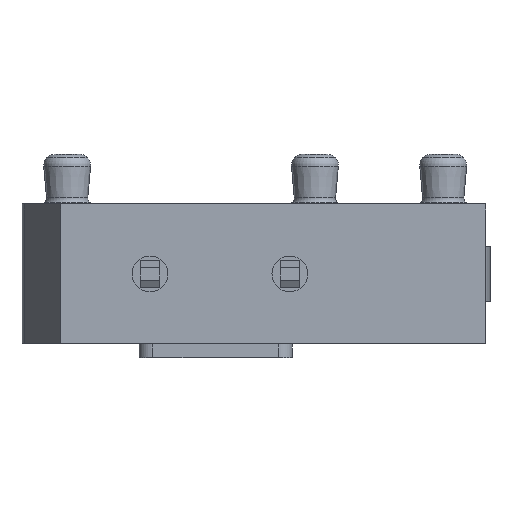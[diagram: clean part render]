
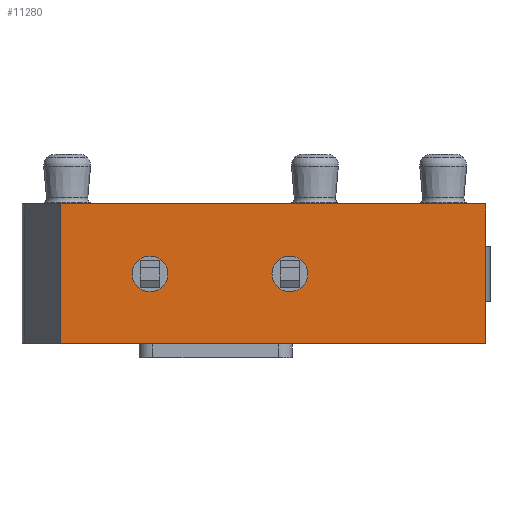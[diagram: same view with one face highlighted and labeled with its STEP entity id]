
A CAD part, front view. The second image highlights one B-rep face of the part: STEP entity #11280.
In plain terms, the highlighted planar face has unit normal (0, -1, 0).
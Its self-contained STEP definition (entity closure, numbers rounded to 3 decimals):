
#7220=CARTESIAN_POINT('',(89.667,-11.845
   ,0.));
#7230=DIRECTION('',(0.,0.,
   1.));
#7240=VECTOR('',#7230,1.);
#7250=LINE('',#7220,#7240);
#7260=CARTESIAN_POINT('',(89.667,-11.845
   ,-2.54));
#7270=VERTEX_POINT('',#7260);
#7280=CARTESIAN_POINT('',(89.667,-11.845
   ,2.54));
#7290=VERTEX_POINT('',#7280);
#7300=EDGE_CURVE('',#7270,#7290,#7250,.T.);
#9630=CARTESIAN_POINT('',(74.217,-11.845
   ,-2.54));
#9640=VERTEX_POINT('',#9630);
#9790=CARTESIAN_POINT('',(74.217,-11.845
   ,2.54));
#9800=VERTEX_POINT('',#9790);
#9830=CARTESIAN_POINT('',(74.217,-11.845
   ,0.));
#9840=DIRECTION('',(0.,0.,
   1.));
#9850=VECTOR('',#9840,1.);
#9860=LINE('',#9830,#9850);
#9870=EDGE_CURVE('',#9640,#9800,#9860,.T.);
#10770=CARTESIAN_POINT('',(75.817,
   -11.845,0.));
#10780=DIRECTION('',(0.,-1.,
   0.));
#10790=DIRECTION('',(-1.,0.,
   0.));
#10800=AXIS2_PLACEMENT_3D('',#10770,#10780,#10790);
#10810=PLANE('',#10800);
#10820=CARTESIAN_POINT('',(89.667,
   -11.845,-2.54));
#10830=DIRECTION('',(-1.,0.,
   0.));
#10840=VECTOR('',#10830,1.);
#10850=LINE('',#10820,#10840);
#10860=EDGE_CURVE('',#7270,#9640,#10850,.T.);
#10870=ORIENTED_EDGE('',*,*,#10860,.F.);
#10880=ORIENTED_EDGE('',*,*,#9870,.F.);
#10890=CARTESIAN_POINT('',(89.667,
   -11.845,2.54));
#10900=DIRECTION('',(-1.,0.,
   0.));
#10910=VECTOR('',#10900,1.);
#10920=LINE('',#10890,#10910);
#10930=EDGE_CURVE('',#7290,#9800,#10920,.T.);
#10940=ORIENTED_EDGE('',*,*,#10930,.T.);
#10950=ORIENTED_EDGE('',*,*,#7300,.T.);
#10960=EDGE_LOOP('',(#10950,#10940,#10880,#10870));
#10970=FACE_OUTER_BOUND('',#10960,.T.);
#10980=CARTESIAN_POINT('',(77.467,
   -11.845,0.));
#10990=DIRECTION('',(0.,-1.,
   0.));
#11000=DIRECTION('',(1.,0.,
   0.));
#11010=AXIS2_PLACEMENT_3D('',#10980,#10990,#11000);
#11020=CIRCLE('',#11010,0.65);
#11030=CARTESIAN_POINT('',(78.117,
   -11.845,0.));
#11040=VERTEX_POINT('',#11030);
#11050=CARTESIAN_POINT('',(76.817,
   -11.845,0.));
#11060=VERTEX_POINT('',#11050);
#11070=EDGE_CURVE('',#11040,#11060,#11020,.T.);
#11080=ORIENTED_EDGE('',*,*,#11070,.F.);
#11090=EDGE_CURVE('',#11060,#11040,#11020,.T.);
#11100=ORIENTED_EDGE('',*,*,#11090,.F.);
#11110=EDGE_LOOP('',(#11100,#11080));
#11120=FACE_BOUND('',#11110,.T.);
#11130=CARTESIAN_POINT('',(82.547,
   -11.845,0.));
#11140=DIRECTION('',(0.,-1.,
   0.));
#11150=DIRECTION('',(1.,0.,
   0.));
#11160=AXIS2_PLACEMENT_3D('',#11130,#11140,#11150);
#11170=CIRCLE('',#11160,0.65);
#11180=CARTESIAN_POINT('',(83.197,
   -11.845,0.));
#11190=VERTEX_POINT('',#11180);
#11200=CARTESIAN_POINT('',(81.897,
   -11.845,0.));
#11210=VERTEX_POINT('',#11200);
#11220=EDGE_CURVE('',#11190,#11210,#11170,.T.);
#11230=ORIENTED_EDGE('',*,*,#11220,.F.);
#11240=EDGE_CURVE('',#11210,#11190,#11170,.T.);
#11250=ORIENTED_EDGE('',*,*,#11240,.F.);
#11260=EDGE_LOOP('',(#11250,#11230));
#11270=FACE_BOUND('',#11260,.T.);
#11280=ADVANCED_FACE('',(#10970,#11120,#11270),#10810,.T.);
